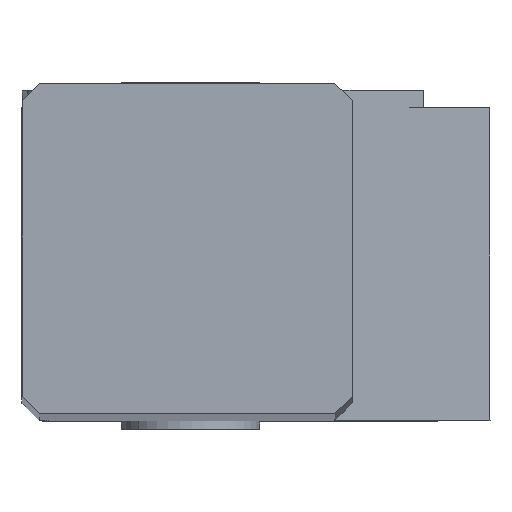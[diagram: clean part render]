
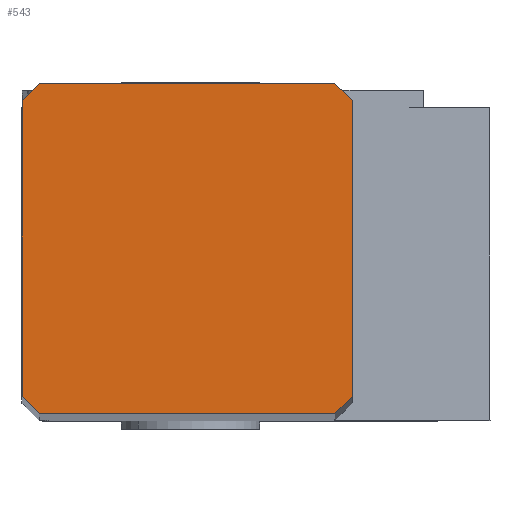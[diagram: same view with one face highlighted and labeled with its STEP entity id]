
A CAD part, top view. The second image highlights one B-rep face of the part: STEP entity #543.
In plain terms, the highlighted planar face has unit normal (0, 0, 1).
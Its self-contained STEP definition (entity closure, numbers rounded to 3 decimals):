
#471=FACE_OUTER_BOUND('',#662,.T.);
#543=ADVANCED_FACE('',(#471),#607,.T.);
#607=PLANE('',#1997);
#662=EDGE_LOOP('',(#825,#826,#827,#828,#829,#830,#831,#832));
#825=ORIENTED_EDGE('',*,*,#1325,.F.);
#826=ORIENTED_EDGE('',*,*,#1326,.F.);
#827=ORIENTED_EDGE('',*,*,#1327,.T.);
#828=ORIENTED_EDGE('',*,*,#1328,.F.);
#829=ORIENTED_EDGE('',*,*,#1324,.T.);
#830=ORIENTED_EDGE('',*,*,#1315,.F.);
#831=ORIENTED_EDGE('',*,*,#1311,.T.);
#832=ORIENTED_EDGE('',*,*,#1329,.F.);
#1160=VERTEX_POINT('',#2657);
#1161=VERTEX_POINT('',#2659);
#1164=VERTEX_POINT('',#2667);
#1170=VERTEX_POINT('',#2683);
#1171=VERTEX_POINT('',#2687);
#1172=VERTEX_POINT('',#2688);
#1173=VERTEX_POINT('',#2690);
#1174=VERTEX_POINT('',#2692);
#1311=EDGE_CURVE('',#1161,#1160,#1621,.T.);
#1315=EDGE_CURVE('',#1161,#1164,#1623,.T.);
#1324=EDGE_CURVE('',#1170,#1164,#1632,.T.);
#1325=EDGE_CURVE('',#1171,#1172,#1633,.T.);
#1326=EDGE_CURVE('',#1173,#1171,#1634,.T.);
#1327=EDGE_CURVE('',#1173,#1174,#1635,.T.);
#1328=EDGE_CURVE('',#1170,#1174,#1636,.T.);
#1329=EDGE_CURVE('',#1172,#1160,#1637,.T.);
#1621=LINE('',#2658,#1743);
#1623=LINE('',#2666,#1745);
#1632=LINE('',#2684,#1754);
#1633=LINE('',#2686,#1755);
#1634=LINE('',#2689,#1756);
#1635=LINE('',#2691,#1757);
#1636=LINE('',#2693,#1758);
#1637=LINE('',#2694,#1759);
#1743=VECTOR('',#2233,1.);
#1745=VECTOR('',#2241,1.);
#1754=VECTOR('',#2254,1.);
#1755=VECTOR('',#2257,1.);
#1756=VECTOR('',#2258,1.);
#1757=VECTOR('',#2259,1.);
#1758=VECTOR('',#2260,1.);
#1759=VECTOR('',#2261,1.);
#1997=AXIS2_PLACEMENT_3D('',#2695,#2262,#2263);
#2233=DIRECTION('',(1.,0.,0.));
#2241=DIRECTION('',(-0.707,0.707,0.));
#2254=DIRECTION('',(0.,-1.,0.));
#2257=DIRECTION('',(0.,-1.,0.));
#2258=DIRECTION('',(0.707,-0.707,0.));
#2259=DIRECTION('',(-1.,0.,0.));
#2260=DIRECTION('',(0.707,0.707,0.));
#2261=DIRECTION('',(-0.707,-0.707,0.));
#2262=DIRECTION('',(0.,0.,1.));
#2263=DIRECTION('',(1.,0.,0.));
#2657=CARTESIAN_POINT('',(-0.5,0.,0.));
#2658=CARTESIAN_POINT('',(-9.025,0.,0.));
#2659=CARTESIAN_POINT('',(-9.025,0.,0.));
#2666=CARTESIAN_POINT('',(-9.025,0.,0.));
#2667=CARTESIAN_POINT('',(-9.525,0.5,0.));
#2683=CARTESIAN_POINT('',(-9.525,9.025,0.));
#2684=CARTESIAN_POINT('',(-9.525,9.025,0.));
#2686=CARTESIAN_POINT('',(0.,9.025,0.));
#2687=CARTESIAN_POINT('',(0.,9.025,0.));
#2688=CARTESIAN_POINT('',(0.,0.5,0.));
#2689=CARTESIAN_POINT('',(-0.5,9.525,0.));
#2690=CARTESIAN_POINT('',(-0.5,9.525,0.));
#2691=CARTESIAN_POINT('',(-0.5,9.525,0.));
#2692=CARTESIAN_POINT('',(-9.025,9.525,0.));
#2693=CARTESIAN_POINT('',(-9.525,9.025,0.));
#2694=CARTESIAN_POINT('',(0.,0.5,0.));
#2695=CARTESIAN_POINT('',(-4.763,4.763,0.));
